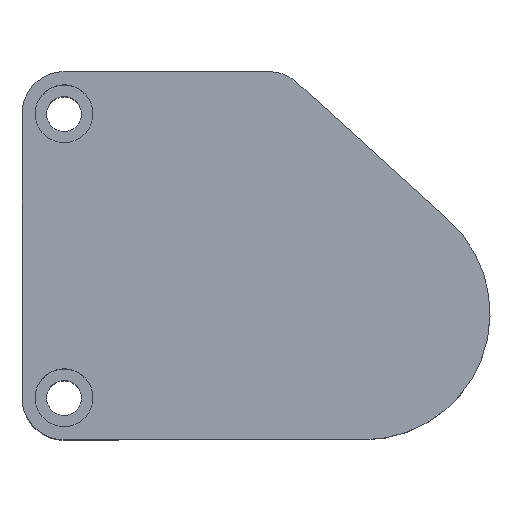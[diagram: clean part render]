
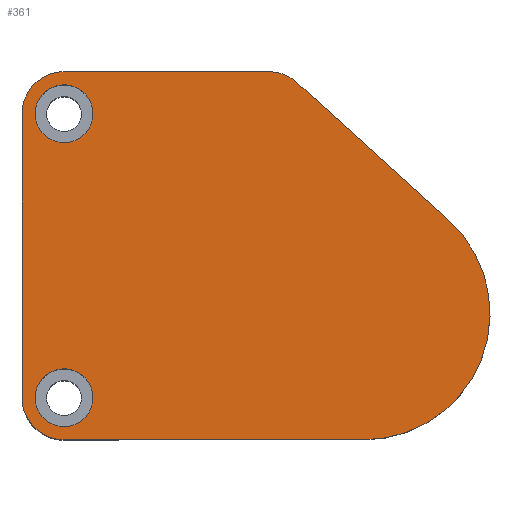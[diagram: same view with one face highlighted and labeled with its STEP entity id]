
A CAD part, top view. The second image highlights one B-rep face of the part: STEP entity #361.
In plain terms, the highlighted planar face has unit normal (0, 0, 1).
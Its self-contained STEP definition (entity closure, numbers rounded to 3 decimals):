
#3 = EDGE_CURVE ( 'NONE', #236, #802, #678, .T. ) ;
#10 = CIRCLE ( 'NONE', #715, 5.5 ) ;
#11 = CARTESIAN_POINT ( 'NONE',  ( -18.087, 46., 68. ) ) ;
#19 = CARTESIAN_POINT ( 'NONE',  ( -51.5, -16., 68. ) ) ;
#23 = CIRCLE ( 'NONE', #867, 8. ) ;
#24 = DIRECTION ( 'NONE',  ( -1., 0., 0. ) ) ;
#31 = AXIS2_PLACEMENT_3D ( 'NONE', #608, #500, #1161 ) ;
#60 = ORIENTED_EDGE ( 'NONE', *, *, #171, .T. ) ;
#62 = ORIENTED_EDGE ( 'NONE', *, *, #1047, .F. ) ;
#70 = LINE ( 'NONE', #429, #476 ) ;
#71 = VERTEX_POINT ( 'NONE', #536 ) ;
#89 = ORIENTED_EDGE ( 'NONE', *, *, #107, .F. ) ;
#100 = DIRECTION ( 'NONE',  ( 1., 0., 0. ) ) ;
#107 = EDGE_CURVE ( 'NONE', #534, #1111, #10, .T. ) ;
#108 = DIRECTION ( 'NONE',  ( 0., 0., 1. ) ) ;
#116 = ORIENTED_EDGE ( 'NONE', *, *, #933, .T. ) ;
#127 = CARTESIAN_POINT ( 'NONE',  ( -65., -16., 68. ) ) ;
#135 = EDGE_CURVE ( 'NONE', #802, #236, #415, .T. ) ;
#155 = EDGE_LOOP ( 'NONE', ( #60, #116, #570, #1108, #823, #156, #866, #1217 ) ) ;
#156 = ORIENTED_EDGE ( 'NONE', *, *, #462, .T. ) ;
#171 = EDGE_CURVE ( 'NONE', #365, #421, #1023, .T. ) ;
#208 = DIRECTION ( 'NONE',  ( 1., 0., 0. ) ) ;
#211 = CIRCLE ( 'NONE', #31, 24. ) ;
#220 = CARTESIAN_POINT ( 'NONE',  ( -57., 38., 68. ) ) ;
#221 = ORIENTED_EDGE ( 'NONE', *, *, #3, .F. ) ;
#223 = DIRECTION ( 'NONE',  ( 0., 0., 1. ) ) ;
#236 = VERTEX_POINT ( 'NONE', #575 ) ;
#262 = DIRECTION ( 'NONE',  ( -0.741, 0.672, 0. ) ) ;
#266 = VECTOR ( 'NONE', #262, 1000. ) ;
#268 = CARTESIAN_POINT ( 'NONE',  ( -51.5, 38., 68. ) ) ;
#302 = AXIS2_PLACEMENT_3D ( 'NONE', #652, #760, #367 ) ;
#328 = VERTEX_POINT ( 'NONE', #742 ) ;
#358 = EDGE_CURVE ( 'NONE', #408, #71, #1031, .T. ) ;
#361 = ADVANCED_FACE ( 'NONE', ( #1199, #1040, #747 ), #1212, .F. ) ;
#365 = VERTEX_POINT ( 'NONE', #694 ) ;
#366 = CIRCLE ( 'NONE', #771, 8. ) ;
#367 = DIRECTION ( 'NONE',  ( 1., 0., 0. ) ) ;
#377 = EDGE_CURVE ( 'NONE', #400, #365, #23, .T. ) ;
#400 = VERTEX_POINT ( 'NONE', #701 ) ;
#404 = EDGE_CURVE ( 'NONE', #1181, #400, #70, .T. ) ;
#408 = VERTEX_POINT ( 'NONE', #993 ) ;
#415 = CIRCLE ( 'NONE', #1221, 5.5 ) ;
#421 = VERTEX_POINT ( 'NONE', #127 ) ;
#429 = CARTESIAN_POINT ( 'NONE',  ( -65., 46., 68. ) ) ;
#434 = VECTOR ( 'NONE', #879, 1000. ) ;
#453 = DIRECTION ( 'NONE',  ( 0., 0., -1. ) ) ;
#456 = EDGE_CURVE ( 'NONE', #762, #328, #658, .T. ) ;
#457 = CARTESIAN_POINT ( 'NONE',  ( 0., 0., 68. ) ) ;
#462 = EDGE_CURVE ( 'NONE', #71, #1181, #366, .T. ) ;
#476 = VECTOR ( 'NONE', #985, 1000. ) ;
#488 = DIRECTION ( 'NONE',  ( 0., 0., 1. ) ) ;
#500 = DIRECTION ( 'NONE',  ( 0., 0., 1. ) ) ;
#504 = DIRECTION ( 'NONE',  ( 0., 0., 1. ) ) ;
#506 = DIRECTION ( 'NONE',  ( 0., 0., 1. ) ) ;
#509 = AXIS2_PLACEMENT_3D ( 'NONE', #590, #488, #100 ) ;
#534 = VERTEX_POINT ( 'NONE', #19 ) ;
#536 = CARTESIAN_POINT ( 'NONE',  ( -12.713, 43.926, 68. ) ) ;
#538 = EDGE_CURVE ( 'NONE', #328, #408, #211, .T. ) ;
#541 = AXIS2_PLACEMENT_3D ( 'NONE', #1061, #108, #781 ) ;
#567 = CARTESIAN_POINT ( 'NONE',  ( -57., -24., 68. ) ) ;
#570 = ORIENTED_EDGE ( 'NONE', *, *, #456, .T. ) ;
#575 = CARTESIAN_POINT ( 'NONE',  ( -62.5, 38., 68. ) ) ;
#590 = CARTESIAN_POINT ( 'NONE',  ( -57., -16., 68. ) ) ;
#591 = CARTESIAN_POINT ( 'NONE',  ( -57., -16., 68. ) ) ;
#608 = CARTESIAN_POINT ( 'NONE',  ( 0., 0., 68. ) ) ;
#628 = EDGE_LOOP ( 'NONE', ( #1204, #221 ) ) ;
#631 = CIRCLE ( 'NONE', #541, 8. ) ;
#652 = CARTESIAN_POINT ( 'NONE',  ( -57., 38., 68. ) ) ;
#658 = LINE ( 'NONE', #773, #1022 ) ;
#672 = CARTESIAN_POINT ( 'NONE',  ( -62.5, -16., 68. ) ) ;
#678 = CIRCLE ( 'NONE', #302, 5.5 ) ;
#694 = CARTESIAN_POINT ( 'NONE',  ( -65., 38., 68. ) ) ;
#701 = CARTESIAN_POINT ( 'NONE',  ( -57., 46., 68. ) ) ;
#715 = AXIS2_PLACEMENT_3D ( 'NONE', #591, #1166, #875 ) ;
#731 = AXIS2_PLACEMENT_3D ( 'NONE', #457, #453, #1112 ) ;
#739 = EDGE_LOOP ( 'NONE', ( #89, #62 ) ) ;
#742 = CARTESIAN_POINT ( 'NONE',  ( 0., -24., 68. ) ) ;
#747 = FACE_OUTER_BOUND ( 'NONE', #155, .T. ) ;
#760 = DIRECTION ( 'NONE',  ( 0., 0., 1. ) ) ;
#762 = VERTEX_POINT ( 'NONE', #567 ) ;
#771 = AXIS2_PLACEMENT_3D ( 'NONE', #794, #506, #1167 ) ;
#773 = CARTESIAN_POINT ( 'NONE',  ( -65., -24., 68. ) ) ;
#781 = DIRECTION ( 'NONE',  ( -1., 0., 0. ) ) ;
#794 = CARTESIAN_POINT ( 'NONE',  ( -18.087, 38., 68. ) ) ;
#802 = VERTEX_POINT ( 'NONE', #268 ) ;
#806 = CIRCLE ( 'NONE', #509, 5.5 ) ;
#823 = ORIENTED_EDGE ( 'NONE', *, *, #358, .T. ) ;
#866 = ORIENTED_EDGE ( 'NONE', *, *, #404, .T. ) ;
#867 = AXIS2_PLACEMENT_3D ( 'NONE', #1163, #223, #24 ) ;
#875 = DIRECTION ( 'NONE',  ( 1., 0., 0. ) ) ;
#879 = DIRECTION ( 'NONE',  ( 0., -1., 0. ) ) ;
#933 = EDGE_CURVE ( 'NONE', #421, #762, #631, .T. ) ;
#981 = DIRECTION ( 'NONE',  ( 1., 0., 0. ) ) ;
#985 = DIRECTION ( 'NONE',  ( -1., 0., 0. ) ) ;
#993 = CARTESIAN_POINT ( 'NONE',  ( 16.122, 17.779, 68. ) ) ;
#1022 = VECTOR ( 'NONE', #981, 1000. ) ;
#1023 = LINE ( 'NONE', #1157, #434 ) ;
#1031 = LINE ( 'NONE', #1117, #266 ) ;
#1040 = FACE_BOUND ( 'NONE', #739, .T. ) ;
#1047 = EDGE_CURVE ( 'NONE', #1111, #534, #806, .T. ) ;
#1061 = CARTESIAN_POINT ( 'NONE',  ( -57., -16., 68. ) ) ;
#1108 = ORIENTED_EDGE ( 'NONE', *, *, #538, .T. ) ;
#1111 = VERTEX_POINT ( 'NONE', #672 ) ;
#1112 = DIRECTION ( 'NONE',  ( -1., 0., 0. ) ) ;
#1117 = CARTESIAN_POINT ( 'NONE',  ( -15., 46., 68. ) ) ;
#1157 = CARTESIAN_POINT ( 'NONE',  ( -65., 46., 68. ) ) ;
#1161 = DIRECTION ( 'NONE',  ( -1., 0., 0. ) ) ;
#1163 = CARTESIAN_POINT ( 'NONE',  ( -57., 38., 68. ) ) ;
#1166 = DIRECTION ( 'NONE',  ( 0., 0., 1. ) ) ;
#1167 = DIRECTION ( 'NONE',  ( -1., 0., 0. ) ) ;
#1181 = VERTEX_POINT ( 'NONE', #11 ) ;
#1199 = FACE_BOUND ( 'NONE', #628, .T. ) ;
#1204 = ORIENTED_EDGE ( 'NONE', *, *, #135, .F. ) ;
#1212 = PLANE ( 'NONE',  #731 ) ;
#1217 = ORIENTED_EDGE ( 'NONE', *, *, #377, .T. ) ;
#1221 = AXIS2_PLACEMENT_3D ( 'NONE', #220, #504, #208 ) ;
